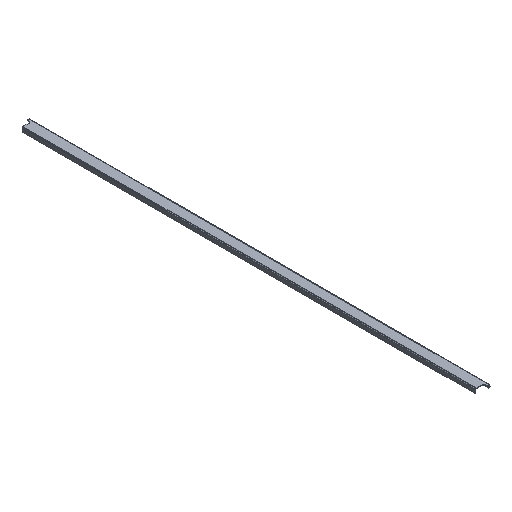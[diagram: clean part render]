
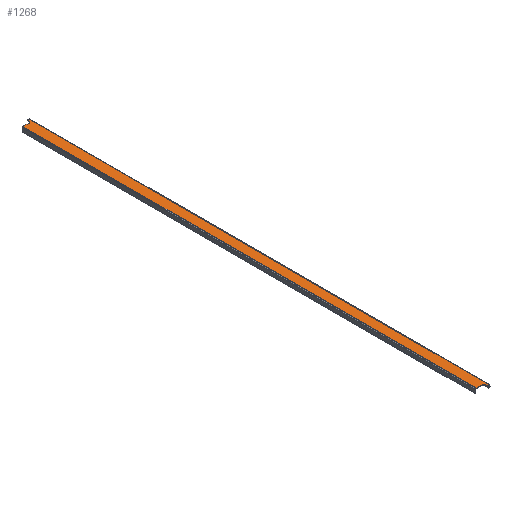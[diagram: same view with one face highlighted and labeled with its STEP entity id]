
A CAD part, isometric view. The second image highlights one B-rep face of the part: STEP entity #1268.
In plain terms, the highlighted planar face has unit normal (0, 0, 1).
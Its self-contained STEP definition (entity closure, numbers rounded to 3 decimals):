
#5 = CARTESIAN_POINT ( 'NONE',  ( 12.4, -1031.5, 0. ) ) ;
#13 = VECTOR ( 'NONE', #1434, 1000. ) ;
#16 = CARTESIAN_POINT ( 'NONE',  ( 12.4, -1040.5, 0. ) ) ;
#38 = LINE ( 'NONE', #1423, #41 ) ;
#41 = VECTOR ( 'NONE', #1114, 1000. ) ;
#91 = ORIENTED_EDGE ( 'NONE', *, *, #1205, .T. ) ;
#113 = ORIENTED_EDGE ( 'NONE', *, *, #223, .T. ) ;
#123 = CARTESIAN_POINT ( 'NONE',  ( 18.4, -1040.5, 0. ) ) ;
#198 = CARTESIAN_POINT ( 'NONE',  ( 25.6, 1040.5, 0. ) ) ;
#210 = VERTEX_POINT ( 'NONE', #924 ) ;
#223 = EDGE_CURVE ( 'NONE', #210, #1298, #1511, .T. ) ;
#225 = EDGE_CURVE ( 'NONE', #1720, #672, #1495, .T. ) ;
#231 = VECTOR ( 'NONE', #834, 1000. ) ;
#246 = VERTEX_POINT ( 'NONE', #5 ) ;
#271 = EDGE_CURVE ( 'NONE', #1027, #246, #1747, .T. ) ;
#289 = CARTESIAN_POINT ( 'NONE',  ( 0., 0., 0. ) ) ;
#317 = CARTESIAN_POINT ( 'NONE',  ( 21.6, -1040.5, 0. ) ) ;
#333 = EDGE_CURVE ( 'NONE', #1542, #1420, #1418, .T. ) ;
#334 = CARTESIAN_POINT ( 'NONE',  ( 21.6, -1040.5, 0. ) ) ;
#343 = CARTESIAN_POINT ( 'NONE',  ( 6.4, -1025.5, 0. ) ) ;
#398 = CARTESIAN_POINT ( 'NONE',  ( 18.4, 1040.5, 0. ) ) ;
#406 = ORIENTED_EDGE ( 'NONE', *, *, #1683, .T. ) ;
#437 = DIRECTION ( 'NONE',  ( 1., 0., 0. ) ) ;
#444 = CARTESIAN_POINT ( 'NONE',  ( 6.4, -1031.5, 0. ) ) ;
#466 = ORIENTED_EDGE ( 'NONE', *, *, #884, .T. ) ;
#511 = ORIENTED_EDGE ( 'NONE', *, *, #826, .F. ) ;
#532 = ORIENTED_EDGE ( 'NONE', *, *, #831, .T. ) ;
#547 = CARTESIAN_POINT ( 'NONE',  ( -25.6, -1025.5, 0. ) ) ;
#579 = CARTESIAN_POINT ( 'NONE',  ( 12.4, 1031.5, 0. ) ) ;
#588 = AXIS2_PLACEMENT_3D ( 'NONE', #1928, #1938, #1315 ) ;
#605 = DIRECTION ( 'NONE',  ( 0., -1., 0. ) ) ;
#616 = EDGE_LOOP ( 'NONE', ( #1999, #1948, #466, #734, #406, #532, #666, #629, #511, #113, #829, #91 ) ) ;
#621 = EDGE_CURVE ( 'NONE', #1027, #1189, #1195, .T. ) ;
#629 = ORIENTED_EDGE ( 'NONE', *, *, #225, .T. ) ;
#666 = ORIENTED_EDGE ( 'NONE', *, *, #1241, .F. ) ;
#672 = VERTEX_POINT ( 'NONE', #735 ) ;
#688 = AXIS2_PLACEMENT_3D ( 'NONE', #794, #1572, #1707 ) ;
#734 = ORIENTED_EDGE ( 'NONE', *, *, #333, .T. ) ;
#735 = CARTESIAN_POINT ( 'NONE',  ( 6.4, 1025.5, 0. ) ) ;
#738 = DIRECTION ( 'NONE',  ( 0., 0., 1. ) ) ;
#756 = DIRECTION ( 'NONE',  ( 1., 0., 0. ) ) ;
#784 = VECTOR ( 'NONE', #605, 1000. ) ;
#794 = CARTESIAN_POINT ( 'NONE',  ( 18.4, 1034.5, 0. ) ) ;
#821 = AXIS2_PLACEMENT_3D ( 'NONE', #444, #1637, #1665 ) ;
#826 = EDGE_CURVE ( 'NONE', #210, #672, #1259, .T. ) ;
#829 = ORIENTED_EDGE ( 'NONE', *, *, #1482, .F. ) ;
#831 = EDGE_CURVE ( 'NONE', #1051, #1675, #1910, .T. ) ;
#834 = DIRECTION ( 'NONE',  ( -1., 0., 0. ) ) ;
#840 = LINE ( 'NONE', #547, #231 ) ;
#884 = EDGE_CURVE ( 'NONE', #1189, #1542, #38, .T. ) ;
#913 = CIRCLE ( 'NONE', #821, 6. ) ;
#924 = CARTESIAN_POINT ( 'NONE',  ( -21.6, 1025.5, 0. ) ) ;
#954 = DIRECTION ( 'NONE',  ( 0., 1., 0. ) ) ;
#972 = DIRECTION ( 'NONE',  ( 0., 1., 0. ) ) ;
#1027 = VERTEX_POINT ( 'NONE', #1562 ) ;
#1038 = VECTOR ( 'NONE', #972, 1000. ) ;
#1051 = VERTEX_POINT ( 'NONE', #398 ) ;
#1093 = DIRECTION ( 'NONE',  ( 1., 0., 0. ) ) ;
#1114 = DIRECTION ( 'NONE',  ( 1., 0., 0. ) ) ;
#1117 = CARTESIAN_POINT ( 'NONE',  ( 12.4, 1034.5, 0. ) ) ;
#1189 = VERTEX_POINT ( 'NONE', #123 ) ;
#1195 = CIRCLE ( 'NONE', #588, 6. ) ;
#1205 = EDGE_CURVE ( 'NONE', #1611, #246, #913, .T. ) ;
#1206 = CARTESIAN_POINT ( 'NONE',  ( 6.4, 1031.5, 0. ) ) ;
#1219 = CARTESIAN_POINT ( 'NONE',  ( -21.6, -1025.5, 0. ) ) ;
#1241 = EDGE_CURVE ( 'NONE', #1720, #1675, #1820, .T. ) ;
#1259 = LINE ( 'NONE', #1854, #1524 ) ;
#1261 = VECTOR ( 'NONE', #954, 1000. ) ;
#1268 = ADVANCED_FACE ( 'NONE', ( #1656 ), #1353, .T. ) ;
#1298 = VERTEX_POINT ( 'NONE', #1219 ) ;
#1307 = CARTESIAN_POINT ( 'NONE',  ( 21.6, 1040.5, 0. ) ) ;
#1315 = DIRECTION ( 'NONE',  ( 1., 0., 0. ) ) ;
#1328 = CARTESIAN_POINT ( 'NONE',  ( 12.4, 1040.5, 0. ) ) ;
#1337 = VECTOR ( 'NONE', #1345, 1000. ) ;
#1345 = DIRECTION ( 'NONE',  ( 0., 1., 0. ) ) ;
#1353 = PLANE ( 'NONE',  #1430 ) ;
#1418 = LINE ( 'NONE', #334, #1261 ) ;
#1420 = VERTEX_POINT ( 'NONE', #1307 ) ;
#1423 = CARTESIAN_POINT ( 'NONE',  ( 25.6, -1040.5, 0. ) ) ;
#1430 = AXIS2_PLACEMENT_3D ( 'NONE', #289, #738, #756 ) ;
#1434 = DIRECTION ( 'NONE',  ( -1., 0., 0. ) ) ;
#1482 = EDGE_CURVE ( 'NONE', #1611, #1298, #840, .T. ) ;
#1495 = CIRCLE ( 'NONE', #1903, 6. ) ;
#1511 = LINE ( 'NONE', #1674, #784 ) ;
#1524 = VECTOR ( 'NONE', #1093, 1000. ) ;
#1542 = VERTEX_POINT ( 'NONE', #317 ) ;
#1562 = CARTESIAN_POINT ( 'NONE',  ( 12.4, -1034.5, 0. ) ) ;
#1572 = DIRECTION ( 'NONE',  ( 0., 0., 1. ) ) ;
#1582 = LINE ( 'NONE', #198, #13 ) ;
#1611 = VERTEX_POINT ( 'NONE', #343 ) ;
#1637 = DIRECTION ( 'NONE',  ( 0., 0., -1. ) ) ;
#1656 = FACE_OUTER_BOUND ( 'NONE', #616, .T. ) ;
#1665 = DIRECTION ( 'NONE',  ( 1., 0., 0. ) ) ;
#1674 = CARTESIAN_POINT ( 'NONE',  ( -21.6, 1040.5, 0. ) ) ;
#1675 = VERTEX_POINT ( 'NONE', #1117 ) ;
#1683 = EDGE_CURVE ( 'NONE', #1420, #1051, #1582, .T. ) ;
#1707 = DIRECTION ( 'NONE',  ( 1., 0., 0. ) ) ;
#1720 = VERTEX_POINT ( 'NONE', #579 ) ;
#1747 = LINE ( 'NONE', #16, #1038 ) ;
#1820 = LINE ( 'NONE', #1328, #1337 ) ;
#1827 = DIRECTION ( 'NONE',  ( 0., 0., -1. ) ) ;
#1854 = CARTESIAN_POINT ( 'NONE',  ( -25.6, 1025.5, 0. ) ) ;
#1903 = AXIS2_PLACEMENT_3D ( 'NONE', #1206, #1827, #437 ) ;
#1910 = CIRCLE ( 'NONE', #688, 6. ) ;
#1928 = CARTESIAN_POINT ( 'NONE',  ( 18.4, -1034.5, 0. ) ) ;
#1938 = DIRECTION ( 'NONE',  ( 0., 0., 1. ) ) ;
#1948 = ORIENTED_EDGE ( 'NONE', *, *, #621, .T. ) ;
#1999 = ORIENTED_EDGE ( 'NONE', *, *, #271, .F. ) ;
